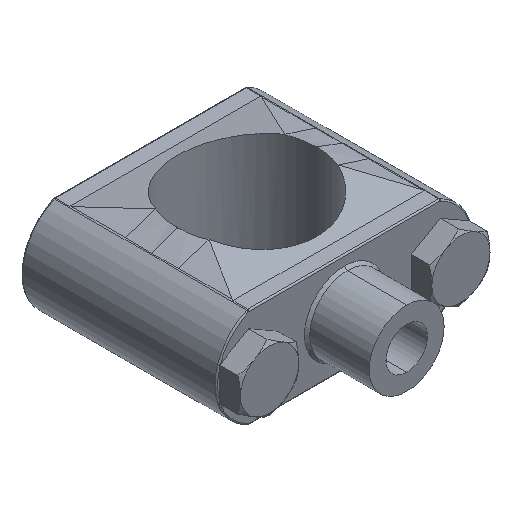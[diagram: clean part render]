
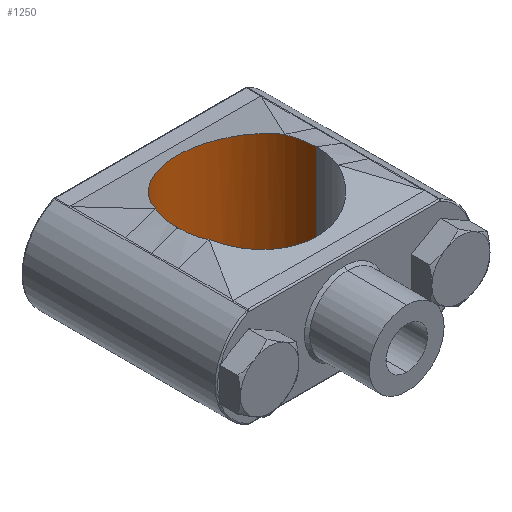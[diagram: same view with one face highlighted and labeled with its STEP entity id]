
A CAD part, isometric view. The second image highlights one B-rep face of the part: STEP entity #1250.
In plain terms, the highlighted cylindrical face has radius 13.31 mm (diameter 26.619 mm), a partial arc.
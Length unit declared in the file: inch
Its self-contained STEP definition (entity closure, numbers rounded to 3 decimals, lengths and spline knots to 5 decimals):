
#11 = CARTESIAN_POINT ( 'NONE',  ( 0.5078, 0.75061, -0.44661 ) ) ;
#45 = CARTESIAN_POINT ( 'NONE',  ( -0.48556, 0.814, -0.45 ) ) ;
#95 = CARTESIAN_POINT ( 'NONE',  ( 0., 0.617, 1.405 ) ) ;
#108 = CARTESIAN_POINT ( 'NONE',  ( -0.524, 0.617, 0.44978 ) ) ;
#117 = ORIENTED_EDGE ( 'NONE', *, *, #1091, .T. ) ;
#142 = CARTESIAN_POINT ( 'NONE',  ( -0.524, 0.617, 1.405 ) ) ;
#175 = EDGE_CURVE ( 'NONE', #3993, #1387, #3402, .T. ) ;
#227 =( BOUNDED_CURVE ( )  B_SPLINE_CURVE ( 3, ( #3244, #3620, #2870, #4339 ),
 .UNSPECIFIED., .F., .F. ) 
 B_SPLINE_CURVE_WITH_KNOTS ( ( 4, 4 ),
 ( 5.09782, 7.46856 ),
 .UNSPECIFIED. ) 
 CURVE ( )  GEOMETRIC_REPRESENTATION_ITEM ( )  RATIONAL_B_SPLINE_CURVE ( ( 1., 0.584, 0.584, 1. ) ) 
 REPRESENTATION_ITEM ( '' )  );
#258 = CARTESIAN_POINT ( 'NONE',  ( 0.48556, 0.814, 0.45 ) ) ;
#303 = CARTESIAN_POINT ( 'NONE',  ( -0.524, 0.617, -0.44978 ) ) ;
#308 = CYLINDRICAL_SURFACE ( 'NONE', #3563, 0.524 ) ;
#361 = ORIENTED_EDGE ( 'NONE', *, *, #446, .F. ) ;
#363 = CARTESIAN_POINT ( 'NONE',  ( 0.48556, 0.814, 0.45 ) ) ;
#446 = EDGE_CURVE ( 'NONE', #1387, #1623, #227, .T. ) ;
#448 = EDGE_CURVE ( 'NONE', #3258, #2444, #1924, .T. ) ;
#451 = CARTESIAN_POINT ( 'NONE',  ( -0.48556, 0.814, -0.45 ) ) ;
#497 = CARTESIAN_POINT ( 'NONE',  ( -0.49822, 0.78278, -0.44787 ) ) ;
#663 = CARTESIAN_POINT ( 'NONE',  ( -0.5078, 0.75061, 0.44661 ) ) ;
#822 = DIRECTION ( 'NONE',  ( 0., 0., -1. ) ) ;
#891 = CARTESIAN_POINT ( 'NONE',  ( 0.48556, 0.814, -0.45 ) ) ;
#1073 = CARTESIAN_POINT ( 'NONE',  ( 0.524, 0.617, 0.44978 ) ) ;
#1091 = EDGE_CURVE ( 'NONE', #4453, #1623, #2388, .T. ) ;
#1107 = EDGE_CURVE ( 'NONE', #2765, #3258, #4536, .T. ) ;
#1184 = CARTESIAN_POINT ( 'NONE',  ( -0.524, 0.617, -0.44978 ) ) ;
#1250 = ADVANCED_FACE ( 'NONE', ( #2170 ), #308, .F. ) ;
#1354 = EDGE_CURVE ( 'NONE', #3993, #3259, #2391, .T. ) ;
#1386 = EDGE_CURVE ( 'NONE', #3259, #2444, #3085, .T. ) ;
#1387 = VERTEX_POINT ( 'NONE', #4042 ) ;
#1434 = ORIENTED_EDGE ( 'NONE', *, *, #3261, .F. ) ;
#1485 = LINE ( 'NONE', #3744, #3885 ) ;
#1502 = CARTESIAN_POINT ( 'NONE',  ( -0.48556, 0.814, -0.45 ) ) ;
#1548 = CARTESIAN_POINT ( 'NONE',  ( -0.52075, 0.68435, -0.44633 ) ) ;
#1623 = VERTEX_POINT ( 'NONE', #258 ) ;
#1668 = CARTESIAN_POINT ( 'NONE',  ( 0.524, 0.617, 0.44978 ) ) ;
#1694 = CARTESIAN_POINT ( 'NONE',  ( -0.524, 0.65067, 0.44732 ) ) ;
#1719 = DIRECTION ( 'NONE',  ( 0., 0., -1. ) ) ;
#1733 = CARTESIAN_POINT ( 'NONE',  ( 0.52075, 0.68435, -0.44633 ) ) ;
#1748 = ORIENTED_EDGE ( 'NONE', *, *, #1386, .T. ) ;
#1803 = CARTESIAN_POINT ( 'NONE',  ( 0.27716, 1.32765, -0.35695 ) ) ;
#1899 = CARTESIAN_POINT ( 'NONE',  ( -0.524, 0.65067, -0.44732 ) ) ;
#1924 =( BOUNDED_CURVE ( )  B_SPLINE_CURVE ( 3, ( #3984, #1803, #2904, #45 ),
 .UNSPECIFIED., .F., .F. ) 
 B_SPLINE_CURVE_WITH_KNOTS ( ( 4, 4 ),
 ( 1.95622, 4.32696 ),
 .UNSPECIFIED. ) 
 CURVE ( )  GEOMETRIC_REPRESENTATION_ITEM ( )  RATIONAL_B_SPLINE_CURVE ( ( 1., 0.584, 0.584, 1. ) ) 
 REPRESENTATION_ITEM ( '' )  );
#2054 = CARTESIAN_POINT ( 'NONE',  ( -0.49822, 0.78278, 0.44787 ) ) ;
#2082 = CARTESIAN_POINT ( 'NONE',  ( 0.48556, 0.814, -0.45 ) ) ;
#2107 = CARTESIAN_POINT ( 'NONE',  ( 0.52075, 0.68435, 0.44633 ) ) ;
#2170 = FACE_OUTER_BOUND ( 'NONE', #3184, .T. ) ;
#2181 = ORIENTED_EDGE ( 'NONE', *, *, #1107, .F. ) ;
#2388 = B_SPLINE_CURVE_WITH_KNOTS ( 'NONE', 3,
 ( #1073, #4253, #2107, #4601, #2474, #363 ),
 .UNSPECIFIED., .F., .F.,
 ( 4, 2, 4 ),
 ( 0., 0.00257, 0.00514 ),
 .UNSPECIFIED. ) ;
#2391 = LINE ( 'NONE', #142, #3236 ) ;
#2438 = ORIENTED_EDGE ( 'NONE', *, *, #448, .F. ) ;
#2444 = VERTEX_POINT ( 'NONE', #1502 ) ;
#2474 = CARTESIAN_POINT ( 'NONE',  ( 0.49822, 0.78278, 0.44787 ) ) ;
#2709 = CARTESIAN_POINT ( 'NONE',  ( -0.48556, 0.814, 0.45 ) ) ;
#2744 = CARTESIAN_POINT ( 'NONE',  ( -0.524, 0.617, 0.44978 ) ) ;
#2765 = VERTEX_POINT ( 'NONE', #3473 ) ;
#2803 = CARTESIAN_POINT ( 'NONE',  ( 0.49822, 0.78278, -0.44787 ) ) ;
#2870 = CARTESIAN_POINT ( 'NONE',  ( 0.27716, 1.32765, 0.35695 ) ) ;
#2904 = CARTESIAN_POINT ( 'NONE',  ( -0.27716, 1.32765, -0.35695 ) ) ;
#2948 = ORIENTED_EDGE ( 'NONE', *, *, #175, .F. ) ;
#3085 = B_SPLINE_CURVE_WITH_KNOTS ( 'NONE', 3,
 ( #1184, #1899, #1548, #4380, #497, #451 ),
 .UNSPECIFIED., .F., .F.,
 ( 4, 2, 4 ),
 ( 0., 0.00257, 0.00514 ),
 .UNSPECIFIED. ) ;
#3184 = EDGE_LOOP ( 'NONE', ( #1748, #2438, #2181, #1434, #117, #361, #2948, #4389 ) ) ;
#3236 = VECTOR ( 'NONE', #822, 39.37008 ) ;
#3244 = CARTESIAN_POINT ( 'NONE',  ( -0.48556, 0.814, 0.45 ) ) ;
#3246 = DIRECTION ( 'NONE',  ( 0., 0., -1. ) ) ;
#3258 = VERTEX_POINT ( 'NONE', #891 ) ;
#3259 = VERTEX_POINT ( 'NONE', #303 ) ;
#3261 = EDGE_CURVE ( 'NONE', #4453, #2765, #1485, .T. ) ;
#3402 = B_SPLINE_CURVE_WITH_KNOTS ( 'NONE', 3,
 ( #2744, #1694, #4210, #663, #2054, #2709 ),
 .UNSPECIFIED., .F., .F.,
 ( 4, 2, 4 ),
 ( 0., 0.00257, 0.00514 ),
 .UNSPECIFIED. ) ;
#3473 = CARTESIAN_POINT ( 'NONE',  ( 0.524, 0.617, -0.44978 ) ) ;
#3523 = CARTESIAN_POINT ( 'NONE',  ( 0.524, 0.65067, -0.44732 ) ) ;
#3563 = AXIS2_PLACEMENT_3D ( 'NONE', #95, #3246, #4354 ) ;
#3620 = CARTESIAN_POINT ( 'NONE',  ( -0.27716, 1.32765, 0.35695 ) ) ;
#3744 = CARTESIAN_POINT ( 'NONE',  ( 0.524, 0.617, 1.405 ) ) ;
#3864 = CARTESIAN_POINT ( 'NONE',  ( 0.524, 0.617, -0.44978 ) ) ;
#3885 = VECTOR ( 'NONE', #1719, 39.37008 ) ;
#3984 = CARTESIAN_POINT ( 'NONE',  ( 0.48556, 0.814, -0.45 ) ) ;
#3993 = VERTEX_POINT ( 'NONE', #108 ) ;
#4042 = CARTESIAN_POINT ( 'NONE',  ( -0.48556, 0.814, 0.45 ) ) ;
#4210 = CARTESIAN_POINT ( 'NONE',  ( -0.52075, 0.68435, 0.44633 ) ) ;
#4253 = CARTESIAN_POINT ( 'NONE',  ( 0.524, 0.65067, 0.44732 ) ) ;
#4339 = CARTESIAN_POINT ( 'NONE',  ( 0.48556, 0.814, 0.45 ) ) ;
#4354 = DIRECTION ( 'NONE',  ( -1., 0., 0. ) ) ;
#4380 = CARTESIAN_POINT ( 'NONE',  ( -0.5078, 0.75061, -0.44661 ) ) ;
#4389 = ORIENTED_EDGE ( 'NONE', *, *, #1354, .T. ) ;
#4453 = VERTEX_POINT ( 'NONE', #1668 ) ;
#4536 = B_SPLINE_CURVE_WITH_KNOTS ( 'NONE', 3,
 ( #3864, #3523, #1733, #11, #2803, #2082 ),
 .UNSPECIFIED., .F., .F.,
 ( 4, 2, 4 ),
 ( 0., 0.00257, 0.00514 ),
 .UNSPECIFIED. ) ;
#4601 = CARTESIAN_POINT ( 'NONE',  ( 0.5078, 0.75061, 0.44661 ) ) ;
